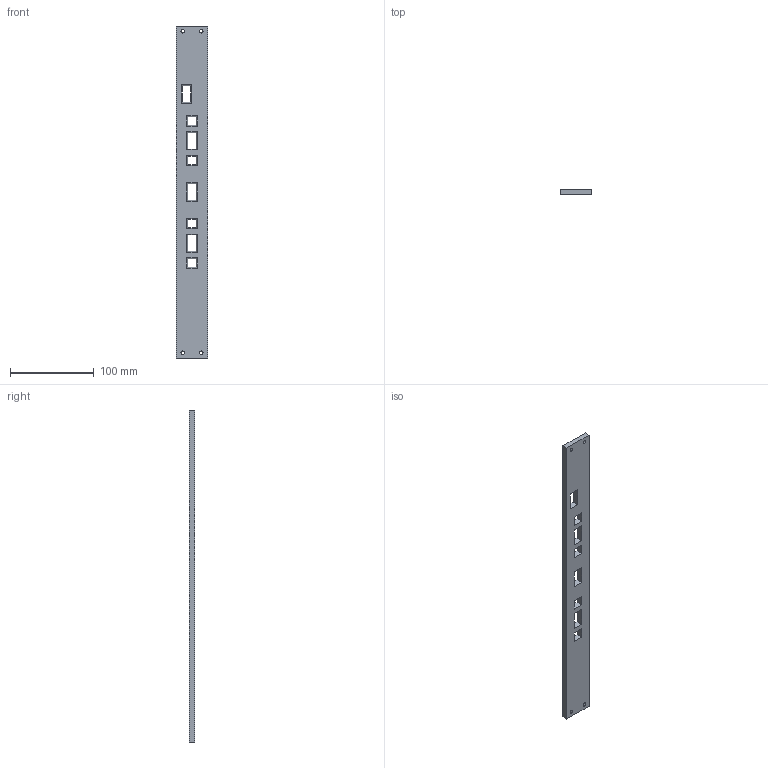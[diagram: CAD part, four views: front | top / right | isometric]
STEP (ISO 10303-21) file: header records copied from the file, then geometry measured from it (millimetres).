
FILE_DESCRIPTION(/* description */ (''),/* implementation_level */ '2;1');
FILE_NAME(/* name */ 'PlungerPlateV3.stp',/* time_stamp */ '2020-02-25T10:26:01-05:00',/* author */ ('Dominic'),/* organization */ (''),/* preprocessor_version */ 'ST-DEVELOPER v18',/* originating_system */ 'Autodesk Inventor 2020',/* authorisation */ '');
FILE_SCHEMA (('AUTOMOTIVE_DESIGN { 1 0 10303 214 3 1 1 }'));
Length unit declared in the file: inch
Products named in the file (1): PlungerPlate
Bounding box: 38.1 x 6.35 x 396.24 mm (x, y, z)
Volume: 86444.1 mm3; surface area: 35860.7 mm2
Topology: 1 solids, 1 shells, 42 faces, 124 edges, 84 vertices
Faces by surface type: plane 38, cylinder 4
Full cylindrical faces by diameter (mm): 4.166 x4
Entity records: 1483 total; most frequent: CARTESIAN_POINT 251, ORIENTED_EDGE 248, DIRECTION 222, EDGE_CURVE 124, LINE 112, VECTOR 112, VERTEX_POINT 84, EDGE_LOOP 66
